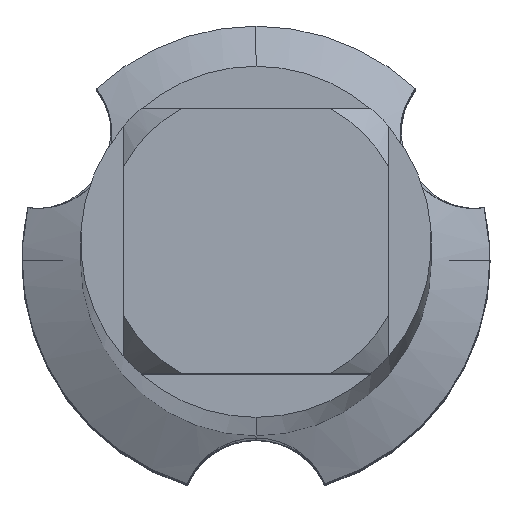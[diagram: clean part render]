
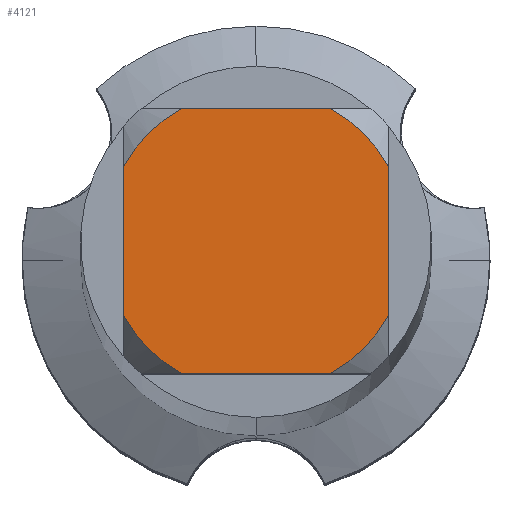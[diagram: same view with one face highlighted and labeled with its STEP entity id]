
A CAD part, top view. The second image highlights one B-rep face of the part: STEP entity #4121.
In plain terms, the highlighted planar face has unit normal (0, 0, 1).
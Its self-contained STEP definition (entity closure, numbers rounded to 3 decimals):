
#2615=EDGE_CURVE('',#5297,#6349,#7305,.T.);
#2659=EDGE_CURVE('',#5297,#2795,#7351,.T.);
#2795=VERTEX_POINT('',#7500);
#3021=EDGE_CURVE('',#4855,#4969,#7744,.T.);
#3233=VERTEX_POINT('',#7978);
#4121=ADVANCED_FACE('',(#8955),#8956,.T.);
#4519=EDGE_CURVE('',#4855,#3233,#9384,.T.);
#4855=VERTEX_POINT('',#9743);
#4969=VERTEX_POINT('',#9869);
#5297=VERTEX_POINT('',#10225);
#5333=EDGE_CURVE('',#6197,#2795,#10264,.T.);
#6197=VERTEX_POINT('',#11201);
#6349=VERTEX_POINT('',#11370);
#6371=EDGE_CURVE('',#6611,#6349,#11394,.T.);
#6375=EDGE_CURVE('',#6197,#4969,#11398,.T.);
#6611=VERTEX_POINT('',#11664);
#6877=EDGE_CURVE('',#6611,#3233,#11951,.T.);
#7305=CIRCLE('',#12565,1.95);
#7351=LINE('',#12633,#12634);
#7500=CARTESIAN_POINT('',(1.7,0.955,0.0));
#7744=CIRCLE('',#13341,1.95);
#7978=CARTESIAN_POINT('',(-1.7,-0.955,0.0));
#8955=FACE_OUTER_BOUND('',#15522,.T.);
#8956=PLANE('',#15523);
#9384=LINE('',#16304,#16305);
#9743=CARTESIAN_POINT('',(-1.7,0.955,0.0));
#9869=CARTESIAN_POINT('',(-0.955,1.7,0.0));
#10225=CARTESIAN_POINT('',(1.7,-0.955,0.0));
#10264=CIRCLE('',#17788,1.95);
#11201=CARTESIAN_POINT('',(0.955,1.7,0.0));
#11370=CARTESIAN_POINT('',(0.955,-1.7,0.0));
#11394=LINE('',#19710,#19711);
#11398=LINE('',#19716,#19717);
#11664=CARTESIAN_POINT('',(-0.955,-1.7,0.0));
#11951=CIRCLE('',#20644,1.95);
#12565=AXIS2_PLACEMENT_3D('',#21186,#21187,#21188);
#12633=CARTESIAN_POINT('',(1.7,0.488,0.0));
#12634=VECTOR('',#21224,1.0);
#13341=AXIS2_PLACEMENT_3D('',#21635,#21636,#21637);
#15522=EDGE_LOOP('',(#23295,#23296,#23297,#23298,#23299,#23300,#23301,#23302));
#15523=AXIS2_PLACEMENT_3D('',#23303,#23304,#23305);
#16304=CARTESIAN_POINT('',(-1.7,0.488,0.0));
#16305=VECTOR('',#23699,1.0);
#17788=AXIS2_PLACEMENT_3D('',#24580,#24581,#24582);
#19710=CARTESIAN_POINT('',(0.0,-1.7,0.0));
#19711=VECTOR('',#25927,1.0);
#19716=CARTESIAN_POINT('',(0.0,1.7,0.0));
#19717=VECTOR('',#25928,1.0);
#20644=AXIS2_PLACEMENT_3D('',#26551,#26552,#26553);
#21186=CARTESIAN_POINT('',(0.0,0.0,0.0));
#21187=DIRECTION('',(0.0,0.0,-1.0));
#21188=DIRECTION('',(0.0,1.0,0.0));
#21224=DIRECTION('',(-0.0,1.0,0.0));
#21635=CARTESIAN_POINT('',(0.0,0.0,0.0));
#21636=DIRECTION('',(0.0,0.0,-1.0));
#21637=DIRECTION('',(0.0,1.0,0.0));
#23295=ORIENTED_EDGE('',*,*,#4519,.T.);
#23296=ORIENTED_EDGE('',*,*,#6877,.F.);
#23297=ORIENTED_EDGE('',*,*,#6371,.T.);
#23298=ORIENTED_EDGE('',*,*,#2615,.F.);
#23299=ORIENTED_EDGE('',*,*,#2659,.T.);
#23300=ORIENTED_EDGE('',*,*,#5333,.F.);
#23301=ORIENTED_EDGE('',*,*,#6375,.T.);
#23302=ORIENTED_EDGE('',*,*,#3021,.F.);
#23303=CARTESIAN_POINT('',(0.0,0.975,0.0));
#23304=DIRECTION('',(-0.0,0.0,1.0));
#23305=DIRECTION('',(0.0,-1.0,0.0));
#23699=DIRECTION('',(-0.0,-1.0,0.0));
#24580=CARTESIAN_POINT('',(0.0,0.0,0.0));
#24581=DIRECTION('',(0.0,0.0,-1.0));
#24582=DIRECTION('',(0.0,1.0,0.0));
#25927=DIRECTION('',(1.0,0.0,0.0));
#25928=DIRECTION('',(-1.0,0.0,0.0));
#26551=CARTESIAN_POINT('',(0.0,0.0,0.0));
#26552=DIRECTION('',(0.0,0.0,-1.0));
#26553=DIRECTION('',(0.0,1.0,0.0));
